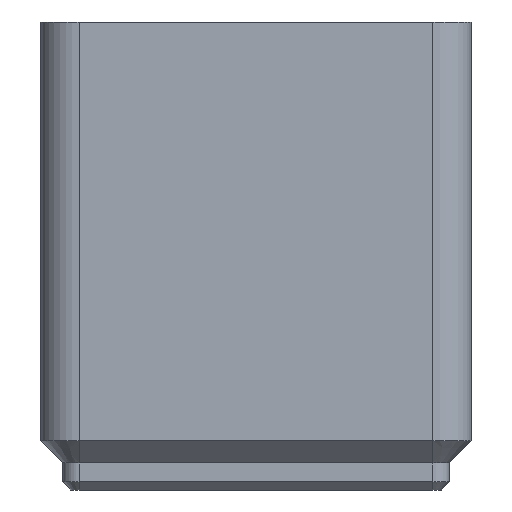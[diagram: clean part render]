
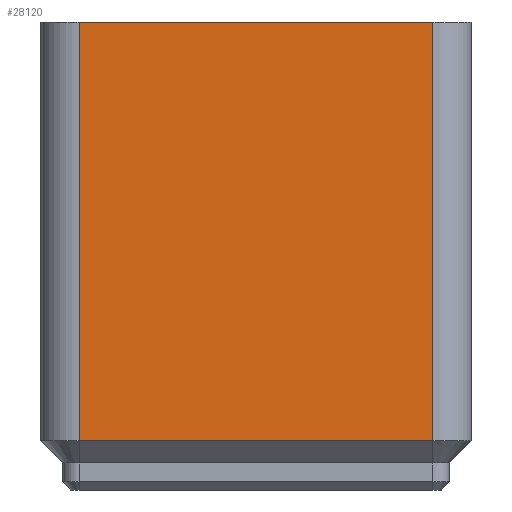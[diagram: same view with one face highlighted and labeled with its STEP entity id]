
A CAD part, front view. The second image highlights one B-rep face of the part: STEP entity #28120.
In plain terms, the highlighted planar face has unit normal (0, -1, 0).
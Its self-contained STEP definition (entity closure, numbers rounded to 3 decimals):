
#14140=CARTESIAN_POINT('',(290.,126.25,4.75));
#14150=VERTEX_POINT('',#14140);
#14180=CARTESIAN_POINT('',(290.,126.25,0.));
#14190=DIRECTION('',(0.,0.,-1.));
#14200=VECTOR('',#14190,1.);
#14210=LINE('',#14180,#14200);
#14220=CARTESIAN_POINT('',(290.,126.25,45.));
#14230=VERTEX_POINT('',#14220);
#14240=EDGE_CURVE('',#14230,#14150,#14210,.T.);
#27820=CARTESIAN_POINT('',(290.,126.25,5.));
#27830=DIRECTION('',(0.,-1.,-0.));
#27840=DIRECTION('',(-1.,0.,0.));
#27850=AXIS2_PLACEMENT_3D('',#27820,#27830,#27840);
#27860=PLANE('',#27850);
#27870=CARTESIAN_POINT('',(0.,126.25,45.));
#27880=DIRECTION('',(-1.,0.,0.));
#27890=VECTOR('',#27880,1.);
#27900=LINE('',#27870,#27890);
#27910=CARTESIAN_POINT('',(256.,126.25,45.));
#27920=VERTEX_POINT('',#27910);
#27930=EDGE_CURVE('',#14230,#27920,#27900,.T.);
#27940=ORIENTED_EDGE('',*,*,#27930,.T.);
#27950=ORIENTED_EDGE('',*,*,#14240,.F.);
#27960=CARTESIAN_POINT('',(546.,126.25,4.75));
#27970=DIRECTION('',(1.,0.,0.));
#27980=VECTOR('',#27970,1.);
#27990=LINE('',#27960,#27980);
#28000=CARTESIAN_POINT('',(256.,126.25,4.75));
#28010=VERTEX_POINT('',#28000);
#28020=EDGE_CURVE('',#28010,#14150,#27990,.T.);
#28030=ORIENTED_EDGE('',*,*,#28020,.T.);
#28040=CARTESIAN_POINT('',(256.,126.25,0.));
#28050=DIRECTION('',(0.,0.,-1.));
#28060=VECTOR('',#28050,1.);
#28070=LINE('',#28040,#28060);
#28080=EDGE_CURVE('',#27920,#28010,#28070,.T.);
#28090=ORIENTED_EDGE('',*,*,#28080,.T.);
#28100=EDGE_LOOP('',(#28090,#28030,#27950,#27940));
#28110=FACE_OUTER_BOUND('',#28100,.T.);
#28120=ADVANCED_FACE('',(#28110),#27860,.T.);
